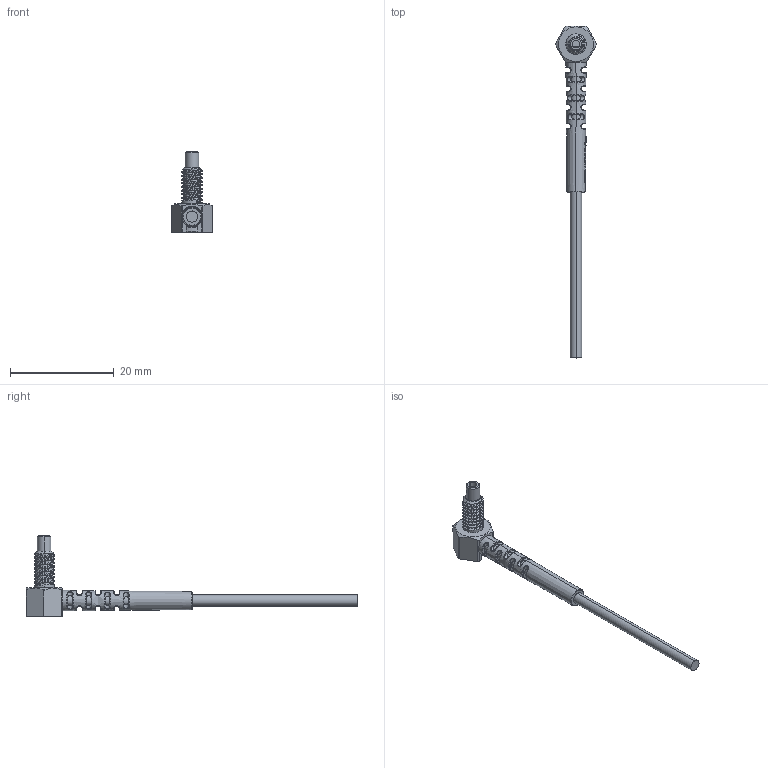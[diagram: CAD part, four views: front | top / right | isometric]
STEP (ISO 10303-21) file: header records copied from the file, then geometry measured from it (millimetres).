
FILE_DESCRIPTION((''),'2;1');
FILE_NAME('PTC4Y10TZ_ASM','2020-06-10T15:25:33',('Administrator'),(''),'CREO PARAMETRIC BY PTC INC, 2018400','CREO PARAMETRIC BY PTC INC, 2018400','');
FILE_SCHEMA(('AUTOMOTIVE_DESIGN { 1 0 10303 214 1 1 1 1 }'));
Length unit declared in the file: millimetre
Products named in the file (5): M4-90_W0; 22XIAN_DAN__; PTM3M4-22___; 22-DANXIAN___ASM; PTC4Y10TZ_ASM
Assembly tree (4 placements, depth 3):
  PTC4Y10TZ_ASM
    M4-90_W0
    22-DANXIAN___ASM
      22XIAN_DAN__
      PTM3M4-22___
Bounding box: 7.99 x 64 x 15.5 mm (x, y, z)
Volume: 582.7 mm3; surface area: 1487.8 mm2
Topology: 4 solids, 4 shells, 252 faces, 645 edges, 412 vertices
Faces by surface type: bspline 83, plane 66, cylinder 49, torus 34, cone 20
Entity records: 18542 total; most frequent: CARTESIAN_POINT 11371, ORIENTED_EDGE 1290, DIRECTION 942, EDGE_CURVE 645, PRESENTATION_STYLE_ASSIGNMENT 462, STYLED_ITEM 462, CURVE_STYLE 460, VERTEX_POINT 412
